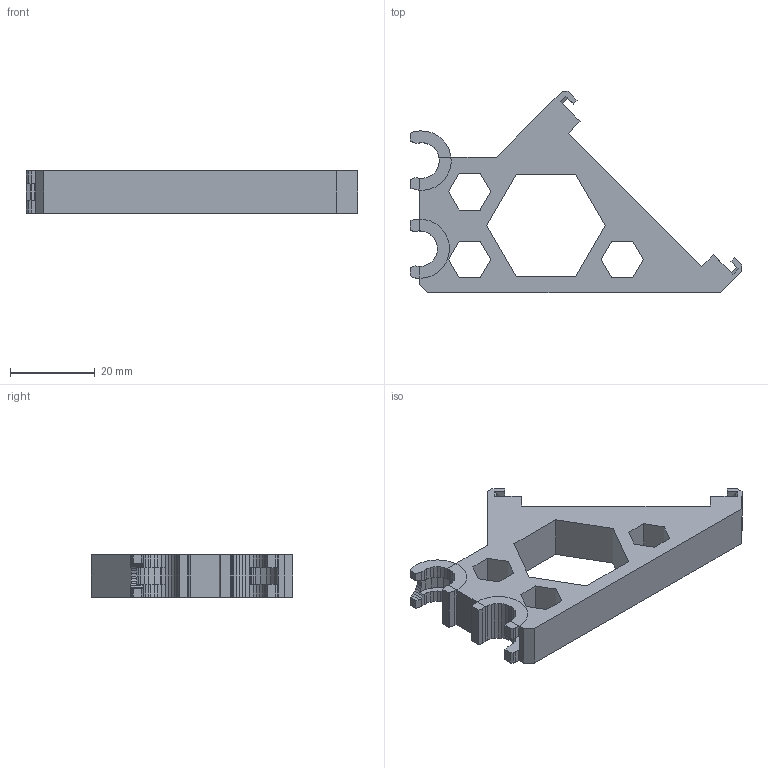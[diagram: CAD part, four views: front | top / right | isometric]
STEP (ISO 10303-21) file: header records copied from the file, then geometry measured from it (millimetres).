
FILE_DESCRIPTION(('FreeCAD Model'),'2;1');
FILE_NAME('lcd-support-A.step','2016-12-31T13:04:57',( 'Author'),(''),'Open CASCADE STEP processor 6.8','FreeCAD','Unknown' );
FILE_SCHEMA(('AUTOMOTIVE_DESIGN_CC2 { 1 2 10303 214 -1 1 5 4 }'));
Length unit declared in the file: millimetre
Products named in the file (2): ASSEMBLY; difference005
Assembly tree (1 placements, depth 2):
  ASSEMBLY
    difference005
Bounding box: 78.19 x 47.48 x 10 mm (x, y, z)
Volume: 12697.3 mm3; surface area: 7339.8 mm2
Topology: 1 solids, 1 shells, 234 faces, 703 edges, 468 vertices
Faces by surface type: plane 234
Entity records: 16275 total; most frequent: CARTESIAN_POINT 3471, DIRECTION 1923, LINE 1451, VECTOR 1451, ORIENTED_EDGE 1408, PCURVE 1406, DEFINITIONAL_REPRESENTATION 1406, EDGE_CURVE 703
